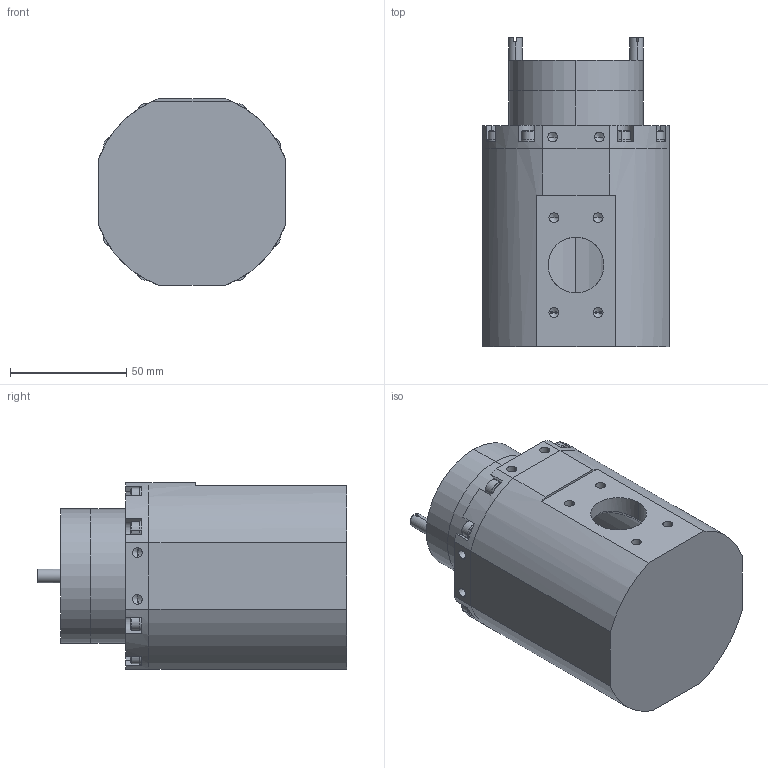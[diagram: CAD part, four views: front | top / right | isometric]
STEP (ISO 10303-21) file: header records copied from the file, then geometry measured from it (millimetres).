
FILE_DESCRIPTION (( 'STEP AP203' ), '1' );
FILE_NAME ('MC05001_Outline_200907.STEP', '2020-09-08T10:06:57', ( '' ), ( '' ), 'SwSTEP 2.0', 'SolidWorks 2018', '' );
FILE_SCHEMA (( 'CONFIG_CONTROL_DESIGN' ));
Length unit declared in the file: millimetre
Products named in the file (8): KP41112; KP41111; socket head cap screw_am_B18.3.1M - 4 x 0.7 x 8 Hex SHCS -- 8NHX; KP41014; spring lock washer_ks_KS 1324 - M4; 750-803-G1_Dummy; MC05001_Outline_200907; KP41040
Assembly tree (25 placements, depth 2):
  MC05001_Outline_200907
    750-803-G1_Dummy
    KP41014
    KP41111
    KP41112  x2
    KP41040
    socket head cap screw_am_B18.3.1M - 4 x 0.7 x 8 Hex SHCS -- 8NHX  x11
    spring lock washer_ks_KS 1324 - M4  x8
Bounding box: 80 x 133 x 80 mm (x, y, z)
Volume: 292413.8 mm3; surface area: 88246.5 mm2
Topology: 27 solids, 27 shells, 734 faces, 1700 edges, 1006 vertices
Faces by surface type: plane 277, cylinder 269, cone 152, torus 34, bspline 2
Entity records: 13593 total; most frequent: CARTESIAN_POINT 3429, DIRECTION 2053, ORIENTED_EDGE 1680, EDGE_CURVE 840, AXIS2_PLACEMENT_3D 833, VERTEX_POINT 536, EDGE_LOOP 452, CIRCLE 434
